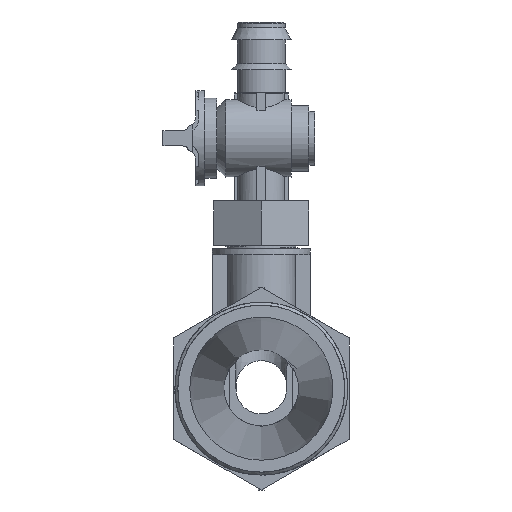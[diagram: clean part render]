
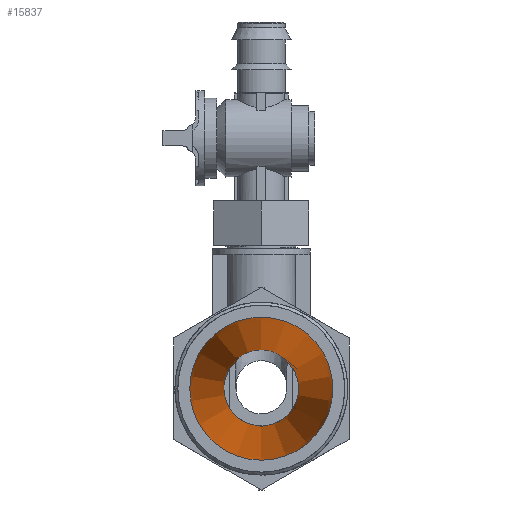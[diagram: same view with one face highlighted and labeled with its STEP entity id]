
A CAD part, left-side view. The second image highlights one B-rep face of the part: STEP entity #15837.
In plain terms, the highlighted conical face has half-angle 3.291 degrees and reference radius 24 mm.
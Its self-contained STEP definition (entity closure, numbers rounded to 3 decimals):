
#60=CONICAL_SURFACE('',#16705,24.,3.291);
#117=ELLIPSE('',#16706,99.788,3.983);
#144=(
BOUNDED_CURVE()
B_SPLINE_CURVE(2,(#26598,#26599,#26600),.UNSPECIFIED.,.F.,.F.)
B_SPLINE_CURVE_WITH_KNOTS((3,3),(0.001,0.032),
 .UNSPECIFIED.)
CURVE()
GEOMETRIC_REPRESENTATION_ITEM()
RATIONAL_B_SPLINE_CURVE((1.,1.,1.))
REPRESENTATION_ITEM('')
);
#145=(
BOUNDED_CURVE()
B_SPLINE_CURVE(2,(#26603,#26604,#26605),.UNSPECIFIED.,.F.,.F.)
B_SPLINE_CURVE_WITH_KNOTS((3,3),(15.043,15.075),
 .UNSPECIFIED.)
CURVE()
GEOMETRIC_REPRESENTATION_ITEM()
RATIONAL_B_SPLINE_CURVE((1.,1.,1.))
REPRESENTATION_ITEM('')
);
#146=(
BOUNDED_CURVE()
B_SPLINE_CURVE(2,(#26616,#26617,#26618),.UNSPECIFIED.,.F.,.F.)
B_SPLINE_CURVE_WITH_KNOTS((3,3),(0.,0.101),.UNSPECIFIED.)
CURVE()
GEOMETRIC_REPRESENTATION_ITEM()
RATIONAL_B_SPLINE_CURVE((1.,1.,1.))
REPRESENTATION_ITEM('')
);
#147=(
BOUNDED_CURVE()
B_SPLINE_CURVE(2,(#26647,#26648,#26649),.UNSPECIFIED.,.F.,.F.)
B_SPLINE_CURVE_WITH_KNOTS((3,3),(0.,0.101),.UNSPECIFIED.)
CURVE()
GEOMETRIC_REPRESENTATION_ITEM()
RATIONAL_B_SPLINE_CURVE((1.,1.,1.))
REPRESENTATION_ITEM('')
);
#493=B_SPLINE_CURVE_WITH_KNOTS('',3,(#26591,#26592,#26593,#26594,#26595,
#26596),.UNSPECIFIED.,.F.,.F.,(4,2,4),(1.059,1.151,
1.222),.UNSPECIFIED.);
#494=B_SPLINE_CURVE_WITH_KNOTS('',3,(#26607,#26608,#26609,#26610,#26611,
#26612),.UNSPECIFIED.,.F.,.F.,(4,2,4),(1.396,1.459,
1.561),.UNSPECIFIED.);
#495=B_SPLINE_CURVE_WITH_KNOTS('',3,(#26624,#26625,#26626,#26627,#26628,
#26629,#26630,#26631,#26632,#26633,#26634,#26635,#26636,#26637,#26638,#26639,
#26640,#26641),.UNSPECIFIED.,.F.,.F.,(4,2,2,2,2,2,2,2,4),(0.034,
0.356,0.712,1.064,1.416,1.768,
2.12,2.477,2.799),.UNSPECIFIED.);
#4381=FACE_BOUND('',#5810,.T.);
#4901=FACE_OUTER_BOUND('',#5809,.T.);
#5809=EDGE_LOOP('',(#12829,#12830,#12831,#12832,#12833,#12834,#12835,#12836,
#12837,#12838,#12839,#12840,#12841,#12842,#12843,#12844));
#5810=EDGE_LOOP('',(#12845));
#6372=CIRCLE('',#16584,12.5);
#6413=CIRCLE('',#16697,12.5);
#6418=CIRCLE('',#16707,12.558);
#6419=CIRCLE('',#16708,12.5);
#6420=CIRCLE('',#16709,12.5);
#6421=CIRCLE('',#16710,12.5);
#6422=CIRCLE('',#16711,12.5);
#6423=CIRCLE('',#16712,12.558);
#6424=CIRCLE('',#16713,24.);
#7280=VERTEX_POINT('',#25257);
#7386=VERTEX_POINT('',#25721);
#7387=VERTEX_POINT('',#25725);
#7530=VERTEX_POINT('',#26518);
#7540=VERTEX_POINT('',#26590);
#7541=VERTEX_POINT('',#26597);
#7542=VERTEX_POINT('',#26601);
#7543=VERTEX_POINT('',#26606);
#7544=VERTEX_POINT('',#26613);
#7545=VERTEX_POINT('',#26615);
#7546=VERTEX_POINT('',#26619);
#7547=VERTEX_POINT('',#26621);
#7548=VERTEX_POINT('',#26623);
#7549=VERTEX_POINT('',#26642);
#7550=VERTEX_POINT('',#26644);
#7551=VERTEX_POINT('',#26646);
#7552=VERTEX_POINT('',#26651);
#9281=EDGE_CURVE('',#7386,#7387,#6372,.T.);
#9480=EDGE_CURVE('',#7530,#7280,#6413,.T.);
#9493=EDGE_CURVE('',#7540,#7387,#493,.T.);
#9494=EDGE_CURVE('',#7386,#7541,#144,.T.);
#9495=EDGE_CURVE('',#7541,#7542,#117,.T.);
#9496=EDGE_CURVE('',#7542,#7280,#145,.T.);
#9497=EDGE_CURVE('',#7530,#7543,#494,.T.);
#9498=EDGE_CURVE('',#7543,#7544,#6418,.T.);
#9499=EDGE_CURVE('',#7544,#7545,#146,.T.);
#9500=EDGE_CURVE('',#7546,#7545,#6419,.T.);
#9501=EDGE_CURVE('',#7547,#7546,#6420,.T.);
#9502=EDGE_CURVE('',#7547,#7548,#495,.T.);
#9503=EDGE_CURVE('',#7549,#7548,#6421,.T.);
#9504=EDGE_CURVE('',#7550,#7549,#6422,.T.);
#9505=EDGE_CURVE('',#7550,#7551,#147,.T.);
#9506=EDGE_CURVE('',#7551,#7540,#6423,.T.);
#9507=EDGE_CURVE('',#7552,#7552,#6424,.T.);
#12829=ORIENTED_EDGE('',*,*,#9493,.T.);
#12830=ORIENTED_EDGE('',*,*,#9281,.F.);
#12831=ORIENTED_EDGE('',*,*,#9494,.T.);
#12832=ORIENTED_EDGE('',*,*,#9495,.T.);
#12833=ORIENTED_EDGE('',*,*,#9496,.T.);
#12834=ORIENTED_EDGE('',*,*,#9480,.F.);
#12835=ORIENTED_EDGE('',*,*,#9497,.T.);
#12836=ORIENTED_EDGE('',*,*,#9498,.T.);
#12837=ORIENTED_EDGE('',*,*,#9499,.T.);
#12838=ORIENTED_EDGE('',*,*,#9500,.F.);
#12839=ORIENTED_EDGE('',*,*,#9501,.F.);
#12840=ORIENTED_EDGE('',*,*,#9502,.T.);
#12841=ORIENTED_EDGE('',*,*,#9503,.F.);
#12842=ORIENTED_EDGE('',*,*,#9504,.F.);
#12843=ORIENTED_EDGE('',*,*,#9505,.T.);
#12844=ORIENTED_EDGE('',*,*,#9506,.T.);
#12845=ORIENTED_EDGE('',*,*,#9507,.F.);
#15837=ADVANCED_FACE('',(#4901,#4381),#60,.F.);
#16584=AXIS2_PLACEMENT_3D('',#25726,#18684,#18685);
#16697=AXIS2_PLACEMENT_3D('',#26525,#18999,#19000);
#16705=AXIS2_PLACEMENT_3D('',#26589,#19015,#19016);
#16706=AXIS2_PLACEMENT_3D('',#26602,#19017,#19018);
#16707=AXIS2_PLACEMENT_3D('',#26614,#19019,#19020);
#16708=AXIS2_PLACEMENT_3D('',#26620,#19021,#19022);
#16709=AXIS2_PLACEMENT_3D('',#26622,#19023,#19024);
#16710=AXIS2_PLACEMENT_3D('',#26643,#19025,#19026);
#16711=AXIS2_PLACEMENT_3D('',#26645,#19027,#19028);
#16712=AXIS2_PLACEMENT_3D('',#26650,#19029,#19030);
#16713=AXIS2_PLACEMENT_3D('',#26652,#19031,#19032);
#18684=DIRECTION('center_axis',(-1.,0.,0.));
#18685=DIRECTION('ref_axis',(0.,-1.,0.));
#18999=DIRECTION('center_axis',(-1.,0.,0.));
#19000=DIRECTION('ref_axis',(0.,-1.,0.));
#19015=DIRECTION('center_axis',(-1.,0.,0.));
#19016=DIRECTION('ref_axis',(0.,0.,-1.));
#19017=DIRECTION('center_axis',(0.07,0.,-0.998));
#19018=DIRECTION('ref_axis',(0.998,0.,0.07));
#19019=DIRECTION('center_axis',(1.,0.,0.));
#19020=DIRECTION('ref_axis',(0.,0.,-1.));
#19021=DIRECTION('center_axis',(-1.,0.,0.));
#19022=DIRECTION('ref_axis',(0.,-1.,0.));
#19023=DIRECTION('center_axis',(-1.,0.,0.));
#19024=DIRECTION('ref_axis',(0.,-1.,0.));
#19025=DIRECTION('center_axis',(-1.,0.,0.));
#19026=DIRECTION('ref_axis',(0.,-1.,0.));
#19027=DIRECTION('center_axis',(-1.,0.,0.));
#19028=DIRECTION('ref_axis',(0.,-1.,0.));
#19029=DIRECTION('center_axis',(1.,0.,0.));
#19030=DIRECTION('ref_axis',(0.,0.,-1.));
#19031=DIRECTION('center_axis',(1.,0.,0.));
#19032=DIRECTION('ref_axis',(0.,0.,-1.));
#25257=CARTESIAN_POINT('',(200.,1.,-12.46));
#25721=CARTESIAN_POINT('',(200.,-1.,-12.46));
#25725=CARTESIAN_POINT('',(200.,-2.668,-12.212));
#25726=CARTESIAN_POINT('Origin',(200.,0.,0.));
#26518=CARTESIAN_POINT('',(200.,2.668,-12.212));
#26525=CARTESIAN_POINT('Origin',(200.,0.,0.));
#26589=CARTESIAN_POINT('Origin',(0.,0.,0.));
#26590=CARTESIAN_POINT('',(199.,-4.012,-11.899));
#26591=CARTESIAN_POINT('Ctrl Pts',(199.,-4.012,-11.899));
#26592=CARTESIAN_POINT('Ctrl Pts',(199.232,-3.798,-11.957));
#26593=CARTESIAN_POINT('Ctrl Pts',(199.456,-3.559,-12.018));
#26594=CARTESIAN_POINT('Ctrl Pts',(199.787,-3.101,-12.124));
#26595=CARTESIAN_POINT('Ctrl Pts',(199.91,-2.889,-12.169));
#26596=CARTESIAN_POINT('Ctrl Pts',(200.,-2.668,-12.212));
#26597=CARTESIAN_POINT('',(199.758,-1.,-12.474));
#26598=CARTESIAN_POINT('Ctrl Pts',(200.,-1.,-12.46));
#26599=CARTESIAN_POINT('Ctrl Pts',(199.879,-1.,-12.467));
#26600=CARTESIAN_POINT('Ctrl Pts',(199.758,-1.,-12.474));
#26601=CARTESIAN_POINT('',(199.758,1.,-12.474));
#26602=CARTESIAN_POINT('Origin',(296.115,0.,
-5.724));
#26603=CARTESIAN_POINT('Ctrl Pts',(199.758,1.,-12.474));
#26604=CARTESIAN_POINT('Ctrl Pts',(199.879,1.,-12.467));
#26605=CARTESIAN_POINT('Ctrl Pts',(200.,1.,-12.46));
#26606=CARTESIAN_POINT('',(199.,4.012,-11.899));
#26607=CARTESIAN_POINT('Ctrl Pts',(200.,2.668,-12.212));
#26608=CARTESIAN_POINT('Ctrl Pts',(199.922,2.86,-12.175));
#26609=CARTESIAN_POINT('Ctrl Pts',(199.819,3.045,-12.136));
#26610=CARTESIAN_POINT('Ctrl Pts',(199.502,3.51,-12.031));
#26611=CARTESIAN_POINT('Ctrl Pts',(199.257,3.775,-11.964));
#26612=CARTESIAN_POINT('Ctrl Pts',(199.,4.012,-11.899));
#26613=CARTESIAN_POINT('',(199.,10.527,6.847));
#26614=CARTESIAN_POINT('Origin',(199.,0.,0.));
#26615=CARTESIAN_POINT('',(200.,10.527,6.741));
#26616=CARTESIAN_POINT('Ctrl Pts',(199.,10.527,6.847));
#26617=CARTESIAN_POINT('Ctrl Pts',(199.504,10.527,6.794));
#26618=CARTESIAN_POINT('Ctrl Pts',(200.,10.527,6.741));
#26619=CARTESIAN_POINT('',(200.,9.5,8.124));
#26620=CARTESIAN_POINT('Origin',(200.,0.,0.));
#26621=CARTESIAN_POINT('',(200.,8.65,9.023));
#26622=CARTESIAN_POINT('Origin',(200.,0.,0.));
#26623=CARTESIAN_POINT('',(200.,-8.65,9.023));
#26624=CARTESIAN_POINT('Ctrl Pts',(200.,8.65,9.023));
#26625=CARTESIAN_POINT('Ctrl Pts',(198.924,8.652,9.108));
#26626=CARTESIAN_POINT('Ctrl Pts',(197.841,8.45,9.395));
#26627=CARTESIAN_POINT('Ctrl Pts',(195.756,7.651,10.209));
#26628=CARTESIAN_POINT('Ctrl Pts',(194.77,7.011,10.746));
#26629=CARTESIAN_POINT('Ctrl Pts',(193.197,5.521,11.682));
#26630=CARTESIAN_POINT('Ctrl Pts',(192.495,4.562,12.153));
#26631=CARTESIAN_POINT('Ctrl Pts',(191.537,2.39,12.815));
#26632=CARTESIAN_POINT('Ctrl Pts',(191.283,1.173,13.001));
#26633=CARTESIAN_POINT('Ctrl Pts',(191.283,-1.173,13.001));
#26634=CARTESIAN_POINT('Ctrl Pts',(191.537,-2.39,12.815));
#26635=CARTESIAN_POINT('Ctrl Pts',(192.495,-4.562,12.153));
#26636=CARTESIAN_POINT('Ctrl Pts',(193.197,-5.521,11.682));
#26637=CARTESIAN_POINT('Ctrl Pts',(194.77,-7.011,10.746));
#26638=CARTESIAN_POINT('Ctrl Pts',(195.756,-7.651,10.209));
#26639=CARTESIAN_POINT('Ctrl Pts',(197.841,-8.45,9.395));
#26640=CARTESIAN_POINT('Ctrl Pts',(198.924,-8.652,9.108));
#26641=CARTESIAN_POINT('Ctrl Pts',(200.,-8.65,9.023));
#26642=CARTESIAN_POINT('',(200.,-9.5,8.124));
#26643=CARTESIAN_POINT('Origin',(200.,0.,0.));
#26644=CARTESIAN_POINT('',(200.,-10.527,6.741));
#26645=CARTESIAN_POINT('Origin',(200.,0.,0.));
#26646=CARTESIAN_POINT('',(199.,-10.527,6.847));
#26647=CARTESIAN_POINT('Ctrl Pts',(200.,-10.527,6.741));
#26648=CARTESIAN_POINT('Ctrl Pts',(199.504,-10.527,6.794));
#26649=CARTESIAN_POINT('Ctrl Pts',(199.,-10.527,6.847));
#26650=CARTESIAN_POINT('Origin',(199.,0.,0.));
#26651=CARTESIAN_POINT('',(0.,0.,-24.));
#26652=CARTESIAN_POINT('Origin',(0.,0.,0.));
